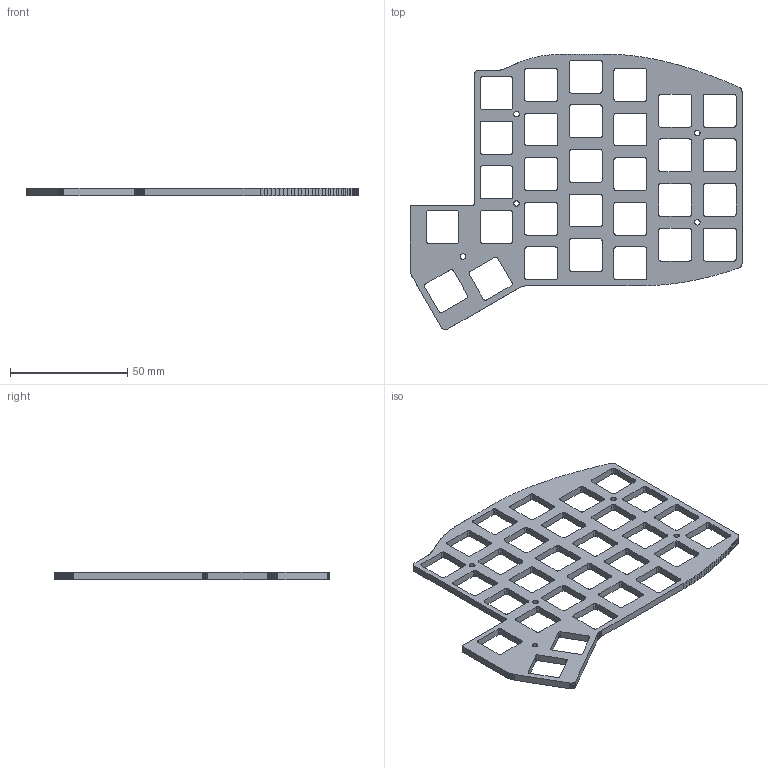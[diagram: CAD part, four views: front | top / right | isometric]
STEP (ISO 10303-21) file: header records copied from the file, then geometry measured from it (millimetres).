
FILE_DESCRIPTION(('FreeCAD Model'),'2;1');
FILE_NAME('Open CASCADE Shape Model','2021-10-26T11:51:25',('Author'),( ''),'Open CASCADE STEP processor 7.4','FreeCAD','Unknown');
FILE_SCHEMA(('AUTOMOTIVE_DESIGN { 1 0 10303 214 1 1 1 1 }'));
Products named in the file (1): Top
Bounding box: 141.32 x 117.25 x 3 mm (x, y, z)
Volume: 18439.9 mm3; surface area: 18686.7 mm2
Topology: 1 solids, 1 shells, 609 faces, 1821 edges, 1214 vertices
Faces by surface type: extrusion 607, plane 2
Entity records: 50861 total; most frequent: CARTESIAN_POINT 19878, ORIENTED_EDGE 3642, PCURVE 3642, DEFINITIONAL_REPRESENTATION 3642, B_SPLINE_CURVE_WITH_KNOTS 3327, DIRECTION 3296, VECTOR 3290, LINE 2683
